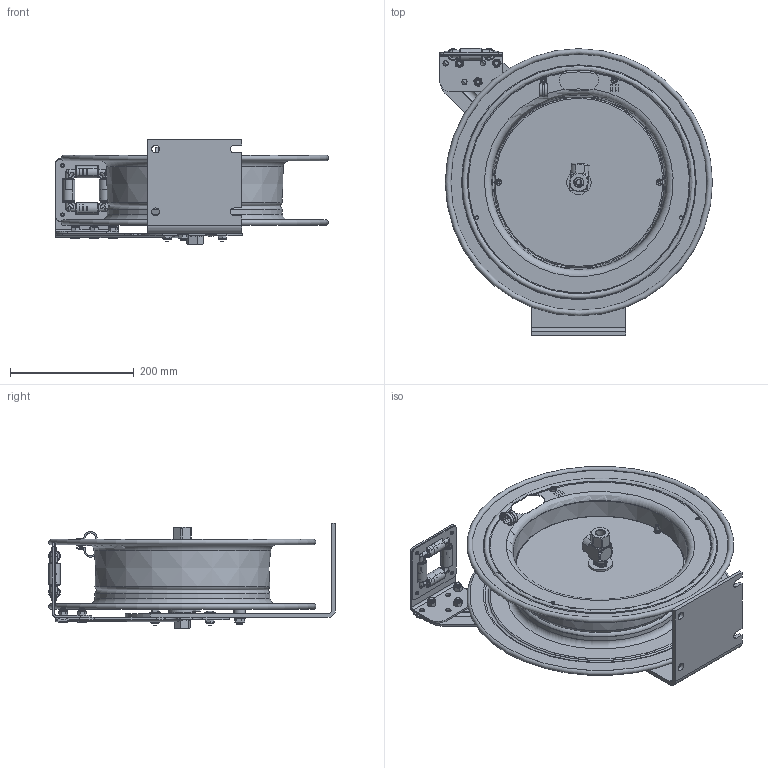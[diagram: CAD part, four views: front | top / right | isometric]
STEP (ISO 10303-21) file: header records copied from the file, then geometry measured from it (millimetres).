
FILE_DESCRIPTION(/* description */ (''),/* implementation_level */ '2;1');
FILE_NAME(/* name */ 'EZ-P-LP-350_SHARED.stp',/* time_stamp */ '2020-01-21T07:50:51-07:00',/* author */ ('NMelton'),/* organization */ (''),/* preprocessor_version */ 'ST-DEVELOPER v17',/* originating_system */ 'Autodesk Inventor 2019',/* authorisation */ '');
FILE_SCHEMA (('AUTOMOTIVE_DESIGN { 1 0 10303 214 3 1 1 }'));
Products named in the file (1): EZ-P-LP-350_SHARED
Bounding box: 441 x 464.08 x 170.69 mm (x, y, z)
Surface area: 1052093.4 mm2 (no closed solid volume)
Topology: 0 solids, 220 shells, 1812 faces, 9539 edges, 7749 vertices
Faces by surface type: plane 973, cylinder 454, cone 147, bspline 125, torus 74, sphere 39
Full cylindrical faces by diameter (mm): 2.159 x2, 3.962 x2, 4.699 x4, 4.826 x6, 5.182 x2, 5.556 x4, 5.588 x5, 6.35 x5, 7.925 x1, 7.938 x3, 8.636 x3, 8.731 x4, 8.89 x1, 11.43 x3, 12.192 x8, 12.7 x2, 14.859 x1, 15.875 x1, 17.882 x1, 19.05 x5, 20.574 x1, 28.575 x1, 39.624 x1, 44.044 x1
Entity records: 101921 total; most frequent: CARTESIAN_POINT 30584, ORIENTED_EDGE 12790, DIRECTION 12587, EDGE_CURVE 9496, VERTEX_POINT 7749, LINE 5331, VECTOR 5331, AXIS2_PLACEMENT_3D 3628
